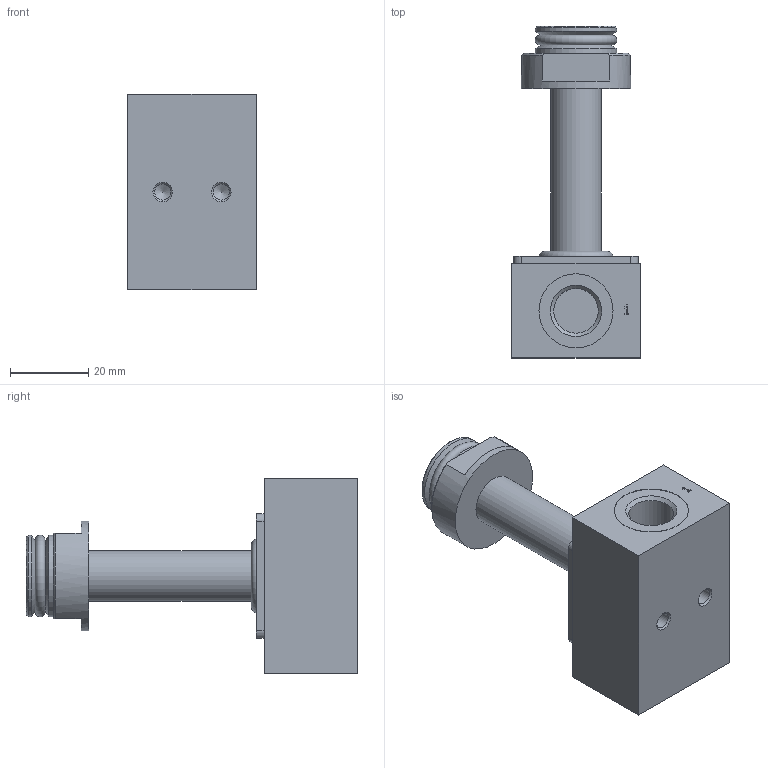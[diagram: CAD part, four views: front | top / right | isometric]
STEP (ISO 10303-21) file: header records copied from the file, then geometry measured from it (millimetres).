
FILE_DESCRIPTION(/* description */ ('STEP AP214'),/* implementation_level */ '2;1');
FILE_NAME(/* name */ '3014556_VOFD-L12T-M32-MN-G14-8-F19A',/* time_stamp */ '2024-09-17T01:32:38+02:00',/* author */ ('License CC BY-ND 4.0'),/* organization */ ('CADENAS'),/* preprocessor_version */ 'ST-DEVELOPER v19.3',/* originating_system */ 'PARTsolutions',/* authorisation */ ' ');
FILE_SCHEMA (('AUTOMOTIVE_DESIGN {1 0 10303 214 3 1 1}'));
Length unit declared in the file: millimetre
Products named in the file (2): 3014556 VOFD-L12T-M32-MN-G14-8-F19A; 3014556 VOFD-L12T-M32-MN-G14-8-F19-P
Assembly tree (1 placements, depth 2):
  3014556 VOFD-L12T-M32-MN-G14-8-F19A
    3014556 VOFD-L12T-M32-MN-G14-8-F19-P
Bounding box: 33 x 85 x 50 mm (x, y, z)
Volume: 51540.5 mm3; surface area: 13019.6 mm2
Topology: 1 solids, 1 shells, 114 faces, 261 edges, 170 vertices
Faces by surface type: plane 77, cylinder 20, cone 15, torus 2
Full cylindrical faces by diameter (mm): 4.134 x2, 8 x4, 11.445 x2, 13 x1, 19 x2, 21 x2, 28 x1
Entity records: 3069 total; most frequent: CARTESIAN_POINT 524, DIRECTION 516, ORIENTED_EDGE 456, EDGE_CURVE 228, AXIS2_PLACEMENT_3D 176, VERTEX_POINT 168, FACE_BOUND 166, LINE 164
